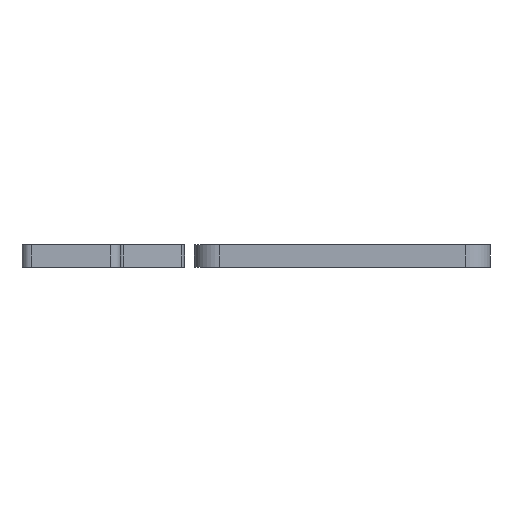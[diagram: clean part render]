
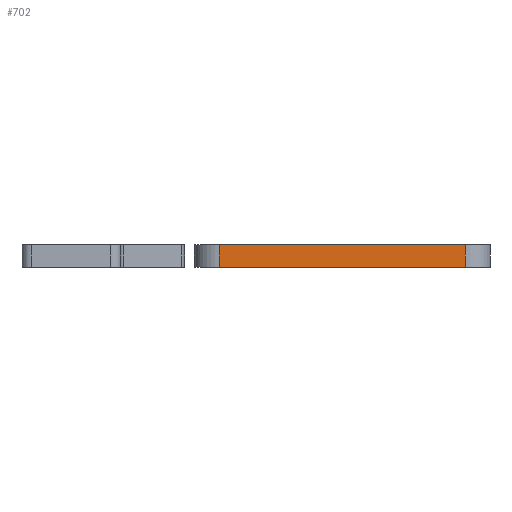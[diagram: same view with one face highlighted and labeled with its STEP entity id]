
A CAD part, left-side view. The second image highlights one B-rep face of the part: STEP entity #702.
In plain terms, the highlighted face is planar.
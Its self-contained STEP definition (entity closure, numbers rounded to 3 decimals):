
#196 = DIRECTION ( 'NONE',  ( 0., 0., -1. ) ) ;
#539 = ORIENTED_EDGE ( 'NONE', *, *, #4289, .F. ) ;
#554 = DIRECTION ( 'NONE',  ( 0., 0., 1. ) ) ;
#575 = PLANE ( 'NONE',  #1748 ) ;
#620 = CARTESIAN_POINT ( 'NONE',  ( 130., 110., 9. ) ) ;
#630 = VERTEX_POINT ( 'NONE', #620 ) ;
#702 = ADVANCED_FACE ( 'NONE', ( #3290 ), #575, .F. ) ;
#1299 = ORIENTED_EDGE ( 'NONE', *, *, #4081, .T. ) ;
#1326 = VECTOR ( 'NONE', #2180, 1000. ) ;
#1400 = EDGE_LOOP ( 'NONE', ( #1299, #4359, #539, #4842 ) ) ;
#1748 = AXIS2_PLACEMENT_3D ( 'NONE', #4240, #3407, #554 ) ;
#1760 = CARTESIAN_POINT ( 'NONE',  ( 130., 0., 0. ) ) ;
#2048 = VECTOR ( 'NONE', #3102, 1000. ) ;
#2113 = LINE ( 'NONE', #2641, #2369 ) ;
#2180 = DIRECTION ( 'NONE',  ( 0., 1., 0. ) ) ;
#2194 = CARTESIAN_POINT ( 'NONE',  ( 130., 110., 0. ) ) ;
#2369 = VECTOR ( 'NONE', #196, 1000. ) ;
#2481 = VERTEX_POINT ( 'NONE', #3385 ) ;
#2545 = VERTEX_POINT ( 'NONE', #2194 ) ;
#2560 = LINE ( 'NONE', #2687, #3269 ) ;
#2641 = CARTESIAN_POINT ( 'NONE',  ( 130., 10., 9. ) ) ;
#2687 = CARTESIAN_POINT ( 'NONE',  ( 130., 110., 9. ) ) ;
#2913 = VERTEX_POINT ( 'NONE', #3291 ) ;
#3102 = DIRECTION ( 'NONE',  ( 0., 1., 0. ) ) ;
#3269 = VECTOR ( 'NONE', #5125, 1000. ) ;
#3290 = FACE_OUTER_BOUND ( 'NONE', #1400, .T. ) ;
#3291 = CARTESIAN_POINT ( 'NONE',  ( 130., 10., 9. ) ) ;
#3385 = CARTESIAN_POINT ( 'NONE',  ( 130., 10., 0. ) ) ;
#3407 = DIRECTION ( 'NONE',  ( -1., 0., 0. ) ) ;
#3948 = LINE ( 'NONE', #5124, #2048 ) ;
#4081 = EDGE_CURVE ( 'NONE', #2481, #2545, #4194, .T. ) ;
#4194 = LINE ( 'NONE', #1760, #1326 ) ;
#4195 = EDGE_CURVE ( 'NONE', #2913, #2481, #2113, .T. ) ;
#4240 = CARTESIAN_POINT ( 'NONE',  ( 130., 0., 9. ) ) ;
#4289 = EDGE_CURVE ( 'NONE', #2913, #630, #3948, .T. ) ;
#4359 = ORIENTED_EDGE ( 'NONE', *, *, #4397, .T. ) ;
#4397 = EDGE_CURVE ( 'NONE', #2545, #630, #2560, .T. ) ;
#4842 = ORIENTED_EDGE ( 'NONE', *, *, #4195, .T. ) ;
#5124 = CARTESIAN_POINT ( 'NONE',  ( 130., 0., 9. ) ) ;
#5125 = DIRECTION ( 'NONE',  ( 0., 0., 1. ) ) ;
